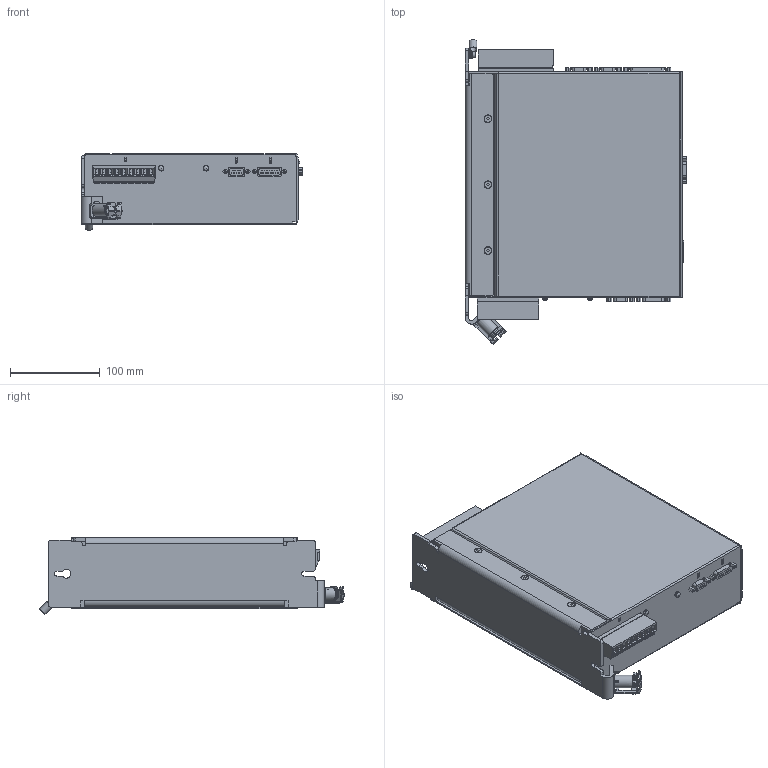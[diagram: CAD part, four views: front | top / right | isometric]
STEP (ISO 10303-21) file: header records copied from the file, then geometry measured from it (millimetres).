
FILE_DESCRIPTION(/* description */ ('STEP AP214'),/* implementation_level */ '2;1');
FILE_NAME(/* name */ '1501328_CMMP-AS-C10-11A-P3-M3',/* time_stamp */ '2024-08-05T18:34:55+02:00',/* author */ ('License CC BY-ND 4.0'),/* organization */ ('CADENAS'),/* preprocessor_version */ 'ST-DEVELOPER v19.3',/* originating_system */ 'PARTsolutions',/* authorisation */ ' ');
FILE_SCHEMA (('AUTOMOTIVE_DESIGN {1 0 10303 214 3 1 1}'));
Products named in the file (7): 1501328 CMMP-AS-C10-11A-P3-M3; 1501328 CMMP-AS-C10-11A-P3-M3---(P1); 3299023 CMMD-AS-C8-3A; 552256 NEKM-C-3---(1); 552256 NEKM-C-3---(2); 3299001 CMMD-AS-C8-3A---(A); 1798524 CMMP-AF---(AF)
Assembly tree (7 placements, depth 2):
  1501328 CMMP-AS-C10-11A-P3-M3
    1501328 CMMP-AS-C10-11A-P3-M3---(P1)
    3299023 CMMD-AS-C8-3A
    552256 NEKM-C-3---(1)
    552256 NEKM-C-3---(2)
    3299001 CMMD-AS-C8-3A---(A)  x2
    1798524 CMMP-AF---(AF)
Bounding box: 247.25 x 340.35 x 86.01 mm (x, y, z)
Volume: 4410285.2 mm3; surface area: 352369.2 mm2
Topology: 7 solids, 7 shells, 2644 faces, 6753 edges, 4452 vertices
Faces by surface type: plane 2120, cylinder 471, torus 29, cone 22, sphere 2
Full cylindrical faces by diameter (mm): 0.65 x1, 0.7 x9, 0.8 x71, 1.567 x12, 2.4 x3, 3 x6, 3.2 x18, 3.242 x2, 3.8 x20, 4 x24, 4.6 x1, 5.4 x20, 6.2 x2, 7 x1, 7.2 x1, 7.6 x1, 8 x6, 8.8 x1, 8.9 x1, 9 x2, 9.46 x1, 11.78 x1, 14.18 x1
Entity records: 93522 total; most frequent: CARTESIAN_POINT 13398, ORIENTED_EDGE 12686, DIRECTION 12668, EDGE_CURVE 6343, LINE 5236, VECTOR 5236, VERTEX_POINT 4327, AXIS2_PLACEMENT_3D 3716
